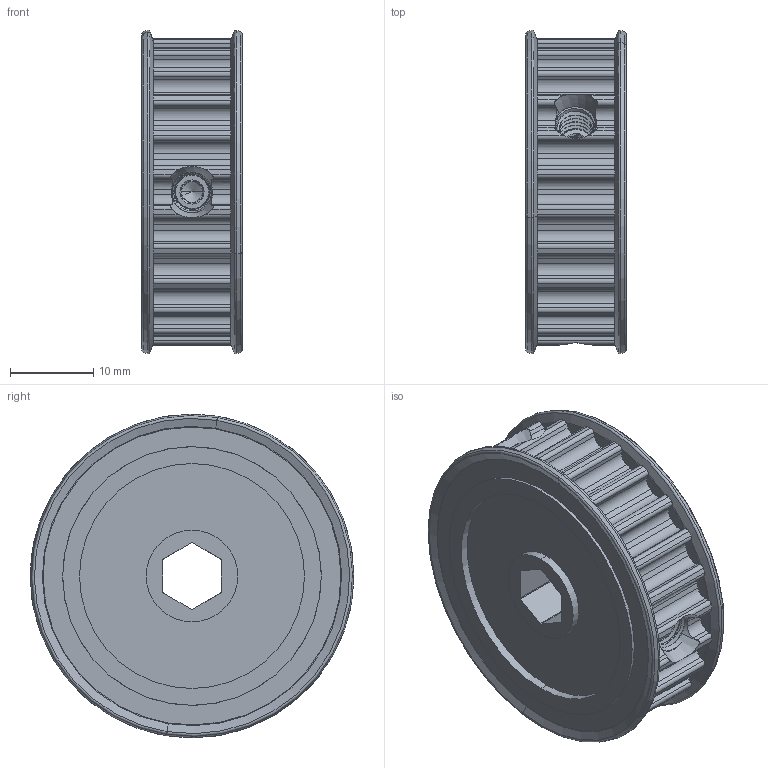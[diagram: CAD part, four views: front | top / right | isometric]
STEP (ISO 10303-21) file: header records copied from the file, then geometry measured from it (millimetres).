
FILE_DESCRIPTION (( 'STEP AP203' ), '1' );
FILE_NAME ('3417-4008-0024 assembly.STEP', '2021-03-02T22:05:10', ( '' ), ( '' ), 'SwSTEP 2.0', 'SolidWorks 2016', '' );
FILE_SCHEMA (( 'CONFIG_CONTROL_DESIGN' ));
Length unit declared in the file: millimetre
Products named in the file (4): 3417-4008-0024 body; 3417-4008-0024 ring; 2806-0005-0008_91390A118; 3417-4008-0024 assembly
Assembly tree (5 placements, depth 2):
  3417-4008-0024 assembly
    3417-4008-0024 body
    3417-4008-0024 ring  x2
    2806-0005-0008_91390A118  x2
Bounding box: 12.01 x 38.85 x 38.85 mm (x, y, z)
Volume: 9951 mm3; surface area: 7251.5 mm2
Topology: 5 solids, 5 shells, 537 faces, 1504 edges, 975 vertices
Faces by surface type: cylinder 328, plane 125, cone 52, bspline 16, torus 16
Entity records: 27342 total; most frequent: CARTESIAN_POINT 15460, ORIENTED_EDGE 2680, DIRECTION 2203, EDGE_CURVE 1340, VERTEX_POINT 882, AXIS2_PLACEMENT_3D 808, VECTOR 587, LINE 587
